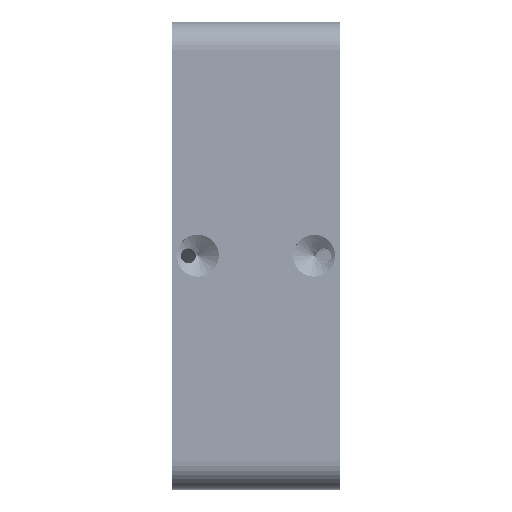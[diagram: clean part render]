
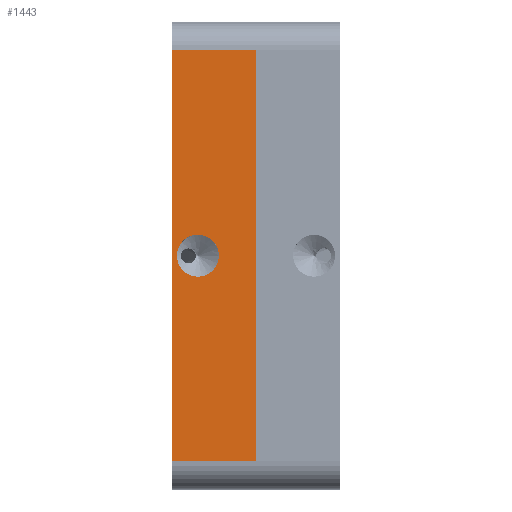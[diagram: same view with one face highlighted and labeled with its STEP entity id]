
A CAD part, top view. The second image highlights one B-rep face of the part: STEP entity #1443.
In plain terms, the highlighted planar face has unit normal (0, 0, 1).
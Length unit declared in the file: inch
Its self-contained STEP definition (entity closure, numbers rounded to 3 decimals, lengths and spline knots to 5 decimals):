
#75=DIRECTION('',(0.,-1.,0.));
#76=VECTOR('',#75,1.73);
#77=CARTESIAN_POINT('',(-0.1775,0.865,0.785));
#78=LINE('',#77,#76);
#228=DIRECTION('',(0.,-1.,0.));
#229=VECTOR('',#228,1.73);
#230=CARTESIAN_POINT('',(0.1775,0.865,0.785));
#231=LINE('',#230,#229);
#420=DIRECTION('',(-1.,0.,0.));
#421=VECTOR('',#420,0.355);
#422=CARTESIAN_POINT('',(0.1775,0.865,0.785));
#423=LINE('',#422,#421);
#424=DIRECTION('',(-1.,0.,0.));
#425=VECTOR('',#424,0.355);
#426=CARTESIAN_POINT('',(0.1775,-0.865,0.785));
#427=LINE('',#426,#425);
#428=CARTESIAN_POINT('',(-0.0675,0.,0.785));
#429=DIRECTION('',(0.,0.,1.));
#430=DIRECTION('',(-1.,0.,0.));
#431=AXIS2_PLACEMENT_3D('',#428,#429,#430);
#433=CARTESIAN_POINT('',(-0.0675,0.,0.785));
#434=DIRECTION('',(0.,0.,1.));
#435=DIRECTION('',(1.,0.,0.));
#436=AXIS2_PLACEMENT_3D('',#433,#434,#435);
#814=CARTESIAN_POINT('',(-0.1775,0.865,0.785));
#816=VERTEX_POINT('',#814);
#820=CARTESIAN_POINT('',(0.1775,0.865,0.785));
#821=VERTEX_POINT('',#820);
#823=CARTESIAN_POINT('',(-0.1775,-0.865,0.785));
#825=VERTEX_POINT('',#823);
#826=CARTESIAN_POINT('',(0.1775,-0.865,0.785));
#827=VERTEX_POINT('',#826);
#864=CARTESIAN_POINT('',(-0.156,0.,0.785));
#865=CARTESIAN_POINT('',(0.021,0.,0.785));
#866=VERTEX_POINT('',#864);
#867=VERTEX_POINT('',#865);
#1425=CARTESIAN_POINT('',(-0.1775,0.985,0.785));
#1426=DIRECTION('',(0.,0.,1.));
#1427=DIRECTION('',(0.,-1.,0.));
#1428=AXIS2_PLACEMENT_3D('',#1425,#1426,#1427);
#1429=PLANE('',#1428);
#1431=ORIENTED_EDGE('',*,*,#1430,.F.);
#1432=ORIENTED_EDGE('',*,*,#1014,.T.);
#1433=ORIENTED_EDGE('',*,*,#1418,.T.);
#1434=ORIENTED_EDGE('',*,*,#893,.F.);
#1435=EDGE_LOOP('',(#1431,#1432,#1433,#1434));
#1436=FACE_OUTER_BOUND('',#1435,.F.);
#1438=ORIENTED_EDGE('',*,*,#1437,.T.);
#1440=ORIENTED_EDGE('',*,*,#1439,.T.);
#1441=EDGE_LOOP('',(#1438,#1440));
#1442=FACE_BOUND('',#1441,.F.);
#1443=ADVANCED_FACE('',(#1436,#1442),#1429,.T.);
#432=CIRCLE('',#431,0.0885);
#437=CIRCLE('',#436,0.0885);
#893=EDGE_CURVE('',#816,#825,#78,.T.);
#1014=EDGE_CURVE('',#821,#827,#231,.T.);
#1418=EDGE_CURVE('',#827,#825,#427,.T.);
#1430=EDGE_CURVE('',#821,#816,#423,.T.);
#1437=EDGE_CURVE('',#866,#867,#432,.T.);
#1439=EDGE_CURVE('',#867,#866,#437,.T.);
